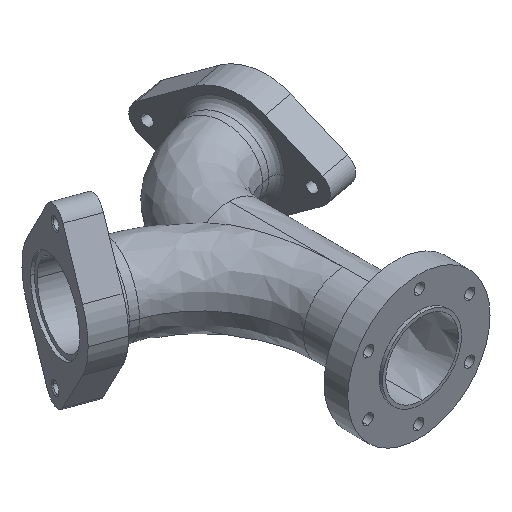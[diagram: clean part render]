
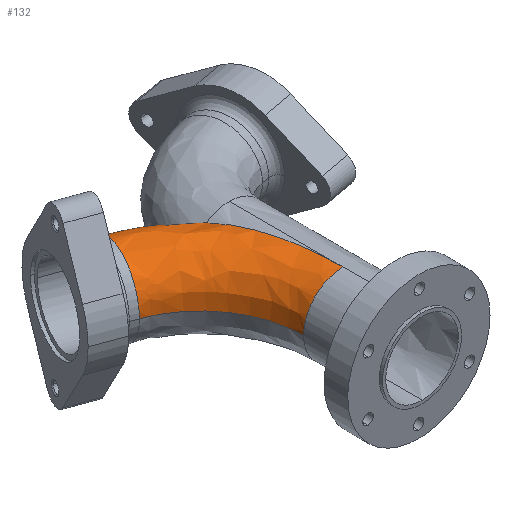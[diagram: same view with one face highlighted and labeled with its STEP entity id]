
A CAD part, isometric view. The second image highlights one B-rep face of the part: STEP entity #132.
In plain terms, the highlighted free-form (B-spline) face has degree [2, 2] with [3, 5] control points.
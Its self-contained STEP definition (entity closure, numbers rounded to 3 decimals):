
#132 = ADVANCED_FACE('',(#133),#231,.T.);
#133 = FACE_BOUND('',#134,.T.);
#134 = EDGE_LOOP('',(#135,#170,#178,#188,#196,#204));
#135 = ORIENTED_EDGE('',*,*,#136,.T.);
#136 = EDGE_CURVE('',#137,#139,#141,.T.);
#137 = VERTEX_POINT('',#138);
#138 = CARTESIAN_POINT('',(-19.113,161.933,
    27.125));
#139 = VERTEX_POINT('',#140);
#140 = CARTESIAN_POINT('',(-29.283,189.524,
    0.));
#141 = B_SPLINE_CURVE_WITH_KNOTS('',3,(#142,#143,#144,#145,#146,#147,
    #148,#149,#150,#151,#152,#153,#154,#155,#156,#157,#158,#159,#160,
    #161,#162,#163,#164,#165,#166,#167,#168,#169),.UNSPECIFIED.,.F.,.F.,
  (4,2,2,2,2,2,2,2,2,2,2,2,2,4),(0.,0.008,
    0.012,0.014,0.016,
    0.018,0.02,0.024,
    0.026,0.027,0.028,
    0.03,0.031,0.032),
  .UNSPECIFIED.);
#142 = CARTESIAN_POINT('',(-19.113,161.933,
    27.125));
#143 = CARTESIAN_POINT('',(-20.405,165.161,
    26.216));
#144 = CARTESIAN_POINT('',(-21.628,168.323,
    25.092));
#145 = CARTESIAN_POINT('',(-23.354,172.9,
    22.928));
#146 = CARTESIAN_POINT('',(-23.911,174.398,
    22.126));
#147 = CARTESIAN_POINT('',(-24.716,176.59,
    20.77));
#148 = CARTESIAN_POINT('',(-24.979,177.311,
    20.293));
#149 = CARTESIAN_POINT('',(-25.488,178.713,
    19.292));
#150 = CARTESIAN_POINT('',(-25.735,179.397,
    18.768));
#151 = CARTESIAN_POINT('',(-26.211,180.725,
    17.666));
#152 = CARTESIAN_POINT('',(-26.441,181.37,17.089
    ));
#153 = CARTESIAN_POINT('',(-26.884,182.617,
    15.874));
#154 = CARTESIAN_POINT('',(-27.097,183.221,
    15.234));
#155 = CARTESIAN_POINT('',(-27.7,184.936,
    13.234));
#156 = CARTESIAN_POINT('',(-28.051,185.945,
    11.807));
#157 = CARTESIAN_POINT('',(-28.492,187.219,
    9.503));
#158 = CARTESIAN_POINT('',(-28.625,187.604,
    8.707));
#159 = CARTESIAN_POINT('',(-28.8,188.113,
    7.467));
#160 = CARTESIAN_POINT('',(-28.854,188.272,
    7.044));
#161 = CARTESIAN_POINT('',(-28.954,188.562,
    6.192));
#162 = CARTESIAN_POINT('',(-28.999,188.693,
    5.763));
#163 = CARTESIAN_POINT('',(-29.119,189.044,4.467
    ));
#164 = CARTESIAN_POINT('',(-29.18,189.222,3.591
    ));
#165 = CARTESIAN_POINT('',(-29.241,189.402,2.257
    ));
#166 = CARTESIAN_POINT('',(-29.257,189.448,
    1.81));
#167 = CARTESIAN_POINT('',(-29.278,189.509,
    0.908));
#168 = CARTESIAN_POINT('',(-29.283,189.524,
    0.452));
#169 = CARTESIAN_POINT('',(-29.283,189.524,
    0.));
#170 = ORIENTED_EDGE('',*,*,#171,.T.);
#171 = EDGE_CURVE('',#139,#172,#174,.T.);
#172 = VERTEX_POINT('',#173);
#173 = CARTESIAN_POINT('',(-67.252,209.803,
    0.));
#174 = ( BOUNDED_CURVE() B_SPLINE_CURVE(2,(#175,#176,#177),
.UNSPECIFIED.,.F.,.F.) B_SPLINE_CURVE_WITH_KNOTS((3,3),(0.939,
1.222),.PIECEWISE_BEZIER_KNOTS.) CURVE() 
GEOMETRIC_REPRESENTATION_ITEM() RATIONAL_B_SPLINE_CURVE((1.,
0.99,1.)) REPRESENTATION_ITEM('') );
#175 = CARTESIAN_POINT('',(-29.283,189.524,0.));
#176 = CARTESIAN_POINT('',(-46.824,202.367,0.));
#177 = CARTESIAN_POINT('',(-67.252,209.803,0.));
#178 = ORIENTED_EDGE('',*,*,#179,.T.);
#179 = EDGE_CURVE('',#172,#180,#182,.T.);
#180 = VERTEX_POINT('',#181);
#181 = CARTESIAN_POINT('',(-89.951,147.439,0.));
#182 = ( BOUNDED_CURVE() B_SPLINE_CURVE(2,(#183,#184,#185,#186,#187),
.UNSPECIFIED.,.F.,.F.) B_SPLINE_CURVE_WITH_KNOTS((3,2,3),(0.,
1.571,3.142),.PIECEWISE_BEZIER_KNOTS.) CURVE() 
GEOMETRIC_REPRESENTATION_ITEM() RATIONAL_B_SPLINE_CURVE((1.,
0.707,1.,0.707,1.)) REPRESENTATION_ITEM('') );
#183 = CARTESIAN_POINT('',(-67.252,209.803,0.));
#184 = CARTESIAN_POINT('',(-67.252,209.803,
    33.183));
#185 = CARTESIAN_POINT('',(-78.602,178.621,
    33.183));
#186 = CARTESIAN_POINT('',(-89.951,147.439,
    33.183));
#187 = CARTESIAN_POINT('',(-89.951,147.439,
    0.));
#188 = ORIENTED_EDGE('',*,*,#189,.F.);
#189 = EDGE_CURVE('',#190,#180,#192,.T.);
#190 = VERTEX_POINT('',#191);
#191 = CARTESIAN_POINT('',(-33.183,66.366,
    0.));
#192 = ( BOUNDED_CURVE() B_SPLINE_CURVE(2,(#193,#194,#195),
.UNSPECIFIED.,.F.,.F.) B_SPLINE_CURVE_WITH_KNOTS((3,3),(0.,
1.222),.PIECEWISE_BEZIER_KNOTS.) CURVE() 
GEOMETRIC_REPRESENTATION_ITEM() RATIONAL_B_SPLINE_CURVE((1.,
0.819,1.)) REPRESENTATION_ITEM('') );
#193 = CARTESIAN_POINT('',(-33.183,66.366,
    0.));
#194 = CARTESIAN_POINT('',(-33.183,126.777,
    0.));
#195 = CARTESIAN_POINT('',(-89.951,147.439,
    0.));
#196 = ORIENTED_EDGE('',*,*,#197,.F.);
#197 = EDGE_CURVE('',#198,#190,#200,.T.);
#198 = VERTEX_POINT('',#199);
#199 = CARTESIAN_POINT('',(0.,66.366,
    33.183));
#200 = ( BOUNDED_CURVE() B_SPLINE_CURVE(2,(#201,#202,#203),
.UNSPECIFIED.,.F.,.F.) B_SPLINE_CURVE_WITH_KNOTS((3,3),(1.571,
3.142),.PIECEWISE_BEZIER_KNOTS.) CURVE() 
GEOMETRIC_REPRESENTATION_ITEM() RATIONAL_B_SPLINE_CURVE((1.,
0.707,1.)) REPRESENTATION_ITEM('') );
#201 = CARTESIAN_POINT('',(0.,66.366,
    33.183));
#202 = CARTESIAN_POINT('',(-33.183,66.366,
    33.183));
#203 = CARTESIAN_POINT('',(-33.183,66.366,
    0.));
#204 = ORIENTED_EDGE('',*,*,#205,.T.);
#205 = EDGE_CURVE('',#198,#137,#206,.T.);
#206 = B_SPLINE_CURVE_WITH_KNOTS('',3,(#207,#208,#209,#210,#211,#212,
    #213,#214,#215,#216,#217,#218,#219,#220,#221,#222,#223,#224,#225,
    #226,#227,#228,#229,#230),.UNSPECIFIED.,.F.,.F.,(4,2,2,2,2,2,2,2,2,2
    ,2,4),(0.,0.004,0.009,
    0.018,0.027,0.032,
    0.037,0.046,0.055,
    0.065,0.069,0.074),
  .UNSPECIFIED.);
#207 = CARTESIAN_POINT('',(0.,66.366,
    33.183));
#208 = CARTESIAN_POINT('',(-0.002,68.424,
    33.183));
#209 = CARTESIAN_POINT('',(-0.027,70.481,
    33.183));
#210 = CARTESIAN_POINT('',(-0.133,74.595,
    33.183));
#211 = CARTESIAN_POINT('',(-0.213,76.651,
    33.183));
#212 = CARTESIAN_POINT('',(-0.531,82.815,
    33.179));
#213 = CARTESIAN_POINT('',(-0.849,86.919,
    33.175));
#214 = CARTESIAN_POINT('',(-1.693,95.097,
    33.143));
#215 = CARTESIAN_POINT('',(-2.218,99.174,
    33.115));
#216 = CARTESIAN_POINT('',(-3.159,105.27,
    33.034));
#217 = CARTESIAN_POINT('',(-3.498,107.3,33.
    ));
#218 = CARTESIAN_POINT('',(-4.225,111.344,
    32.915));
#219 = CARTESIAN_POINT('',(-4.613,113.358,
    32.864));
#220 = CARTESIAN_POINT('',(-5.848,119.378,
    32.674));
#221 = CARTESIAN_POINT('',(-6.765,123.361,
    32.503));
#222 = CARTESIAN_POINT('',(-8.781,131.262,
    32.017));
#223 = CARTESIAN_POINT('',(-9.879,135.181,
    31.703));
#224 = CARTESIAN_POINT('',(-12.243,142.951,
    30.867));
#225 = CARTESIAN_POINT('',(-13.51,146.803,
    30.346));
#226 = CARTESIAN_POINT('',(-15.528,152.526,
    29.335));
#227 = CARTESIAN_POINT('',(-16.22,154.424,
    28.96));
#228 = CARTESIAN_POINT('',(-17.642,158.201,
    28.117));
#229 = CARTESIAN_POINT('',(-18.373,160.083,
    27.647));
#230 = CARTESIAN_POINT('',(-19.113,161.933,
    27.125));
#231 = ( BOUNDED_SURFACE() B_SPLINE_SURFACE(2,2,(
    (#232,#233,#234,#235,#236)
    ,(#237,#238,#239,#240,#241)
    ,(#242,#243,#244,#245,#246
)),.UNSPECIFIED.,.F.,.F.,.F.) B_SPLINE_SURFACE_WITH_KNOTS((3,3),(3,2,3),
  (0.,1.222),(0.,1.571,3.142),
.PIECEWISE_BEZIER_KNOTS.) GEOMETRIC_REPRESENTATION_ITEM() 
RATIONAL_B_SPLINE_SURFACE((
    (1.,0.707,1.,0.707,1.)
    ,(0.819,0.579,0.819,0.579
      ,0.819)
,(1.,0.707,1.,0.707,1.
))) REPRESENTATION_ITEM('') SURFACE() );
#232 = CARTESIAN_POINT('',(33.183,66.366,0.));
#233 = CARTESIAN_POINT('',(33.183,66.366,
    33.183));
#234 = CARTESIAN_POINT('',(0.,66.366,33.183));
#235 = CARTESIAN_POINT('',(-33.183,66.366,
    33.183));
#236 = CARTESIAN_POINT('',(-33.183,66.366,
    0.));
#237 = CARTESIAN_POINT('',(33.183,173.247,0.));
#238 = CARTESIAN_POINT('',(33.183,173.247,
    33.183));
#239 = CARTESIAN_POINT('',(0.,150.012,33.183));
#240 = CARTESIAN_POINT('',(-33.183,126.777,
    33.183));
#241 = CARTESIAN_POINT('',(-33.183,126.777,
    0.));
#242 = CARTESIAN_POINT('',(-67.252,209.803,0.));
#243 = CARTESIAN_POINT('',(-67.252,209.803,
    33.183));
#244 = CARTESIAN_POINT('',(-78.602,178.621,
    33.183));
#245 = CARTESIAN_POINT('',(-89.951,147.439,
    33.183));
#246 = CARTESIAN_POINT('',(-89.951,147.439,
    0.));
